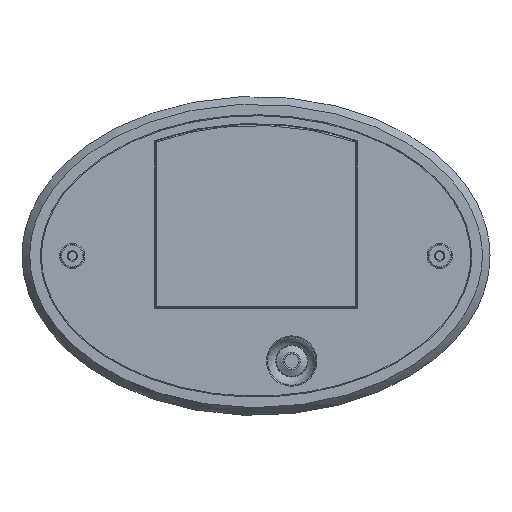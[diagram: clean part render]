
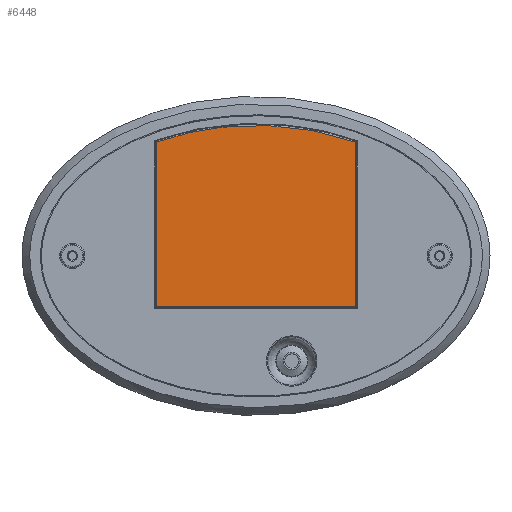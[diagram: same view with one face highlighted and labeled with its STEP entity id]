
A CAD part, top view. The second image highlights one B-rep face of the part: STEP entity #6448.
In plain terms, the highlighted planar face has unit normal (0, 0, 1).
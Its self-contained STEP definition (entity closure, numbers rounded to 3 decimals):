
#167 = DIRECTION ( 'NONE',  ( -1., 0., 0. ) ) ;
#226 = CARTESIAN_POINT ( 'NONE',  ( 21.829, 66.082, 0. ) ) ;
#388 = EDGE_CURVE ( 'NONE', #7960, #6861, #8812, .T. ) ;
#456 = EDGE_CURVE ( 'NONE', #8503, #7960, #9966, .T. ) ;
#671 = VECTOR ( 'NONE', #1934, 1000. ) ;
#1015 = LINE ( 'NONE', #8752, #671 ) ;
#1097 = CARTESIAN_POINT ( 'NONE',  ( 8.796, 67.322, 0. ) ) ;
#1934 = DIRECTION ( 'NONE',  ( 0., 1., 0. ) ) ;
#1949 = CARTESIAN_POINT ( 'NONE',  ( -4.416, 67.5, 0. ) ) ;
#2743 = DIRECTION ( 'NONE',  ( 0., -1., 0. ) ) ;
#2752 = CARTESIAN_POINT ( 'NONE',  ( 47.339, 60.313, 0. ) ) ;
#2766 = VECTOR ( 'NONE', #3672, 1000. ) ;
#2793 = CARTESIAN_POINT ( 'NONE',  ( -17.507, 66.613, 0. ) ) ;
#2926 = AXIS2_PLACEMENT_3D ( 'NONE', #8541, #5279, #167 ) ;
#3276 = CARTESIAN_POINT ( 'NONE',  ( -51.5, -26.837, 0. ) ) ;
#3496 = FACE_OUTER_BOUND ( 'NONE', #4374, .T. ) ;
#3548 = PLANE ( 'NONE',  #2926 ) ;
#3589 = CARTESIAN_POINT ( 'NONE',  ( -51.5, 58.812, 0. ) ) ;
#3640 = CARTESIAN_POINT ( 'NONE',  ( -30.418, 64.658, 0. ) ) ;
#3672 = DIRECTION ( 'NONE',  ( 1., 0., 0. ) ) ;
#3999 = EDGE_CURVE ( 'NONE', #7179, #8503, #6724, .T. ) ;
#4374 = EDGE_LOOP ( 'NONE', ( #6845, #4438, #7593, #8471 ) ) ;
#4438 = ORIENTED_EDGE ( 'NONE', *, *, #388, .T. ) ;
#4490 = CARTESIAN_POINT ( 'NONE',  ( 43.142, 61.594, 0. ) ) ;
#4524 = CARTESIAN_POINT ( 'NONE',  ( -43.142, 61.594, 0. ) ) ;
#4594 = CARTESIAN_POINT ( 'NONE',  ( 52., -26.337, 0. ) ) ;
#5133 = CARTESIAN_POINT ( 'NONE',  ( 51.5, 58.812, 0. ) ) ;
#5279 = DIRECTION ( 'NONE',  ( 0., 0., 1. ) ) ;
#5332 = CARTESIAN_POINT ( 'NONE',  ( 30.417, 64.659, 0. ) ) ;
#5369 = CARTESIAN_POINT ( 'NONE',  ( -51.5, 58.812, 0. ) ) ;
#6173 = CARTESIAN_POINT ( 'NONE',  ( 51.5, 58.812, 0. ) ) ;
#6192 = CARTESIAN_POINT ( 'NONE',  ( 17.504, 66.613, 0. ) ) ;
#6448 = ADVANCED_FACE ( 'NONE', ( #3496 ), #3548, .T. ) ;
#6724 = B_SPLINE_CURVE_WITH_KNOTS ( 'NONE', 3,
 ( #5133, #2752, #4490, #10475, #5332, #226, #6192, #1097, #7070, #1949, #7942, #2793, #8801, #3640, #9651, #4524, #10509, #5369 ),
 .UNSPECIFIED., .F., .F.,
 ( 4, 2, 2, 2, 2, 2, 2, 2, 4 ),
 ( 0., 0.013, 0.026, 0.039, 0.052, 0.065, 0.078, 0.091, 0.104 ),
 .UNSPECIFIED. ) ;
#6845 = ORIENTED_EDGE ( 'NONE', *, *, #456, .T. ) ;
#6861 = VERTEX_POINT ( 'NONE', #7918 ) ;
#7070 = CARTESIAN_POINT ( 'NONE',  ( 4.41, 67.5, 0. ) ) ;
#7179 = VERTEX_POINT ( 'NONE', #6173 ) ;
#7593 = ORIENTED_EDGE ( 'NONE', *, *, #8560, .T. ) ;
#7918 = CARTESIAN_POINT ( 'NONE',  ( 51.5, -26.337, 0. ) ) ;
#7942 = CARTESIAN_POINT ( 'NONE',  ( -8.8, 67.322, 0. ) ) ;
#7960 = VERTEX_POINT ( 'NONE', #8515 ) ;
#8471 = ORIENTED_EDGE ( 'NONE', *, *, #3999, .T. ) ;
#8503 = VERTEX_POINT ( 'NONE', #3589 ) ;
#8515 = CARTESIAN_POINT ( 'NONE',  ( -51.5, -26.337, 0. ) ) ;
#8541 = CARTESIAN_POINT ( 'NONE',  ( -102., 0., 0. ) ) ;
#8560 = EDGE_CURVE ( 'NONE', #6861, #7179, #1015, .T. ) ;
#8752 = CARTESIAN_POINT ( 'NONE',  ( 51.5, 59.163, 0. ) ) ;
#8801 = CARTESIAN_POINT ( 'NONE',  ( -21.831, 66.082, 0. ) ) ;
#8812 = LINE ( 'NONE', #4594, #2766 ) ;
#8940 = VECTOR ( 'NONE', #2743, 1000. ) ;
#9651 = CARTESIAN_POINT ( 'NONE',  ( -34.681, 63.766, 0. ) ) ;
#9966 = LINE ( 'NONE', #3276, #8940 ) ;
#10475 = CARTESIAN_POINT ( 'NONE',  ( 34.68, 63.766, 0. ) ) ;
#10509 = CARTESIAN_POINT ( 'NONE',  ( -47.339, 60.313, 0. ) ) ;
